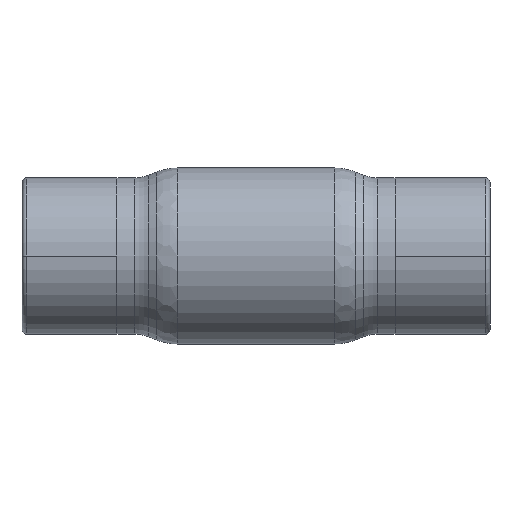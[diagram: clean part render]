
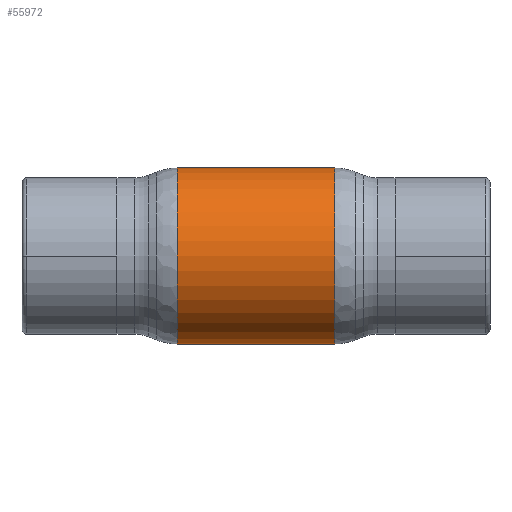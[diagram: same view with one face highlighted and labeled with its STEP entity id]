
A CAD part, front view. The second image highlights one B-rep face of the part: STEP entity #55972.
In plain terms, the highlighted cylindrical face has radius 19 mm (diameter 38 mm), a partial arc.
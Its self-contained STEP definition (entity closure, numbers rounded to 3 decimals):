
#3383 = EDGE_CURVE ( 'NONE', #31830, #32867, #41413, .T. ) ;
#5180 = ORIENTED_EDGE ( 'NONE', *, *, #3383, .T. ) ;
#6154 = CARTESIAN_POINT ( 'NONE',  ( 16.967, 0., 19. ) ) ;
#8968 = EDGE_CURVE ( 'NONE', #32867, #52339, #25626, .T. ) ;
#9344 = CARTESIAN_POINT ( 'NONE',  ( 16.967, 0., 0. ) ) ;
#9522 = CARTESIAN_POINT ( 'NONE',  ( -62.69, 0., 0. ) ) ;
#10338 = DIRECTION ( 'NONE',  ( -1., 0., 0. ) ) ;
#10875 = ORIENTED_EDGE ( 'NONE', *, *, #8968, .T. ) ;
#14522 = CARTESIAN_POINT ( 'NONE',  ( -16.967, 0., -19. ) ) ;
#14986 = AXIS2_PLACEMENT_3D ( 'NONE', #9344, #49266, #44148 ) ;
#18300 = LINE ( 'NONE', #28020, #28268 ) ;
#23027 = CARTESIAN_POINT ( 'NONE',  ( -16.967, 0., 19. ) ) ;
#23136 = AXIS2_PLACEMENT_3D ( 'NONE', #9522, #10338, #31206 ) ;
#25626 = LINE ( 'NONE', #38697, #39946 ) ;
#25660 = EDGE_CURVE ( 'NONE', #39808, #52339, #33924, .T. ) ;
#26062 = CYLINDRICAL_SURFACE ( 'NONE', #23136, 19. ) ;
#27744 = DIRECTION ( 'NONE',  ( -1., 0., 0. ) ) ;
#28020 = CARTESIAN_POINT ( 'NONE',  ( -62.69, 0., -19. ) ) ;
#28268 = VECTOR ( 'NONE', #27744, 1000. ) ;
#29200 = CARTESIAN_POINT ( 'NONE',  ( 16.967, 0., -19. ) ) ;
#31206 = DIRECTION ( 'NONE',  ( 0., 0., 1. ) ) ;
#31830 = VERTEX_POINT ( 'NONE', #29200 ) ;
#32867 = VERTEX_POINT ( 'NONE', #6154 ) ;
#33924 = CIRCLE ( 'NONE', #45796, 19. ) ;
#35608 = DIRECTION ( 'NONE',  ( 0., 0., 1. ) ) ;
#38697 = CARTESIAN_POINT ( 'NONE',  ( -62.69, 0., 19. ) ) ;
#38866 = FACE_OUTER_BOUND ( 'NONE', #49401, .T. ) ;
#39808 = VERTEX_POINT ( 'NONE', #14522 ) ;
#39946 = VECTOR ( 'NONE', #47847, 1000. ) ;
#40478 = DIRECTION ( 'NONE',  ( -1., 0., 0. ) ) ;
#41413 = CIRCLE ( 'NONE', #14986, 19. ) ;
#44148 = DIRECTION ( 'NONE',  ( 0., 0., 1. ) ) ;
#45796 = AXIS2_PLACEMENT_3D ( 'NONE', #47895, #40478, #35608 ) ;
#47020 = EDGE_CURVE ( 'NONE', #31830, #39808, #18300, .T. ) ;
#47847 = DIRECTION ( 'NONE',  ( -1., 0., 0. ) ) ;
#47895 = CARTESIAN_POINT ( 'NONE',  ( -16.967, 0., 0. ) ) ;
#49266 = DIRECTION ( 'NONE',  ( -1., 0., 0. ) ) ;
#49401 = EDGE_LOOP ( 'NONE', ( #54740, #5180, #10875, #54117 ) ) ;
#52339 = VERTEX_POINT ( 'NONE', #23027 ) ;
#54117 = ORIENTED_EDGE ( 'NONE', *, *, #25660, .F. ) ;
#54740 = ORIENTED_EDGE ( 'NONE', *, *, #47020, .F. ) ;
#55972 = ADVANCED_FACE ( 'NONE', ( #38866 ), #26062, .T. ) ;
